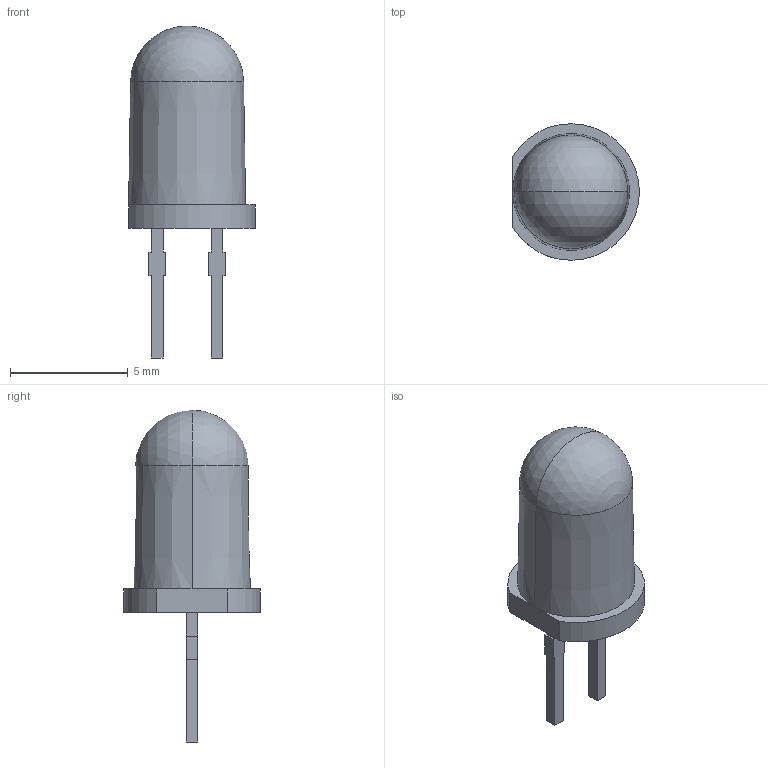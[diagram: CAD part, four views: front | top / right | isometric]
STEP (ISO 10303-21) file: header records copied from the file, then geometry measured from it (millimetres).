
FILE_DESCRIPTION (( 'STEP AP214' ), '1' );
FILE_NAME ('LED-TH_BD5.9-P2.54-RD_GREEN.STEP', '2021-08-17T09:07:19', ( '' ), ( '' ), 'SwSTEP 2.0', 'SolidWorks 2020', '' );
FILE_SCHEMA (( 'AUTOMOTIVE_DESIGN' ));
Length unit declared in the file: millimetre
Products named in the file (1): LED-TH_BD5.9-P2.54-RD_GREEN
Bounding box: 5.38 x 5.8 x 14.1 mm (x, y, z)
Volume: 154.9 mm3; surface area: 189 mm2
Topology: 1 solids, 1 shells, 41 faces, 139 edges, 109 vertices
Faces by surface type: plane 36, sphere 2, cone 2, cylinder 1
Entity records: 2206 total; most frequent: CARTESIAN_POINT 486, ORIENTED_EDGE 278, DIRECTION 217, EDGE_CURVE 139, LINE 117, VECTOR 117, VERTEX_POINT 109, EDGE_LOOP 50
